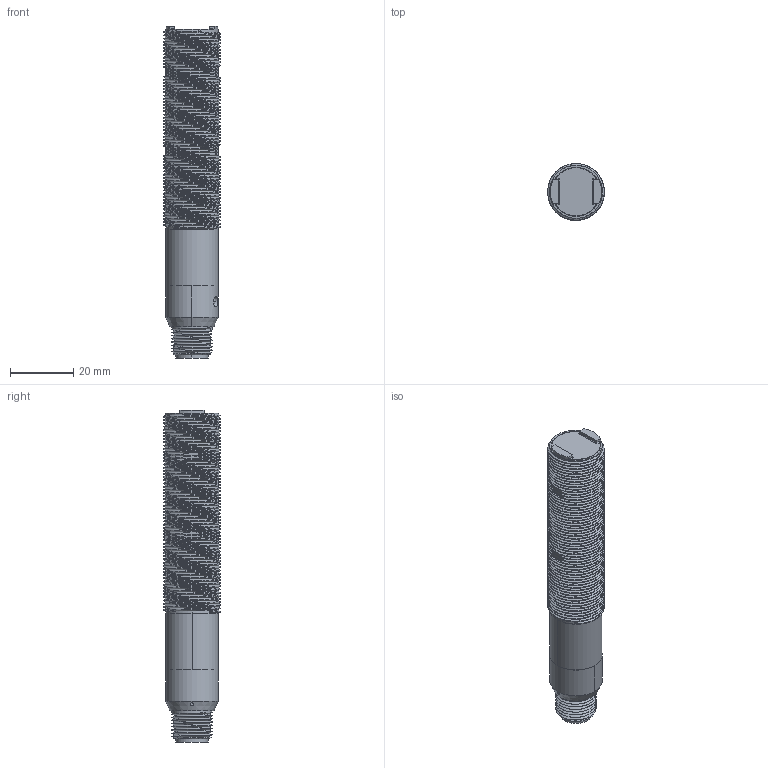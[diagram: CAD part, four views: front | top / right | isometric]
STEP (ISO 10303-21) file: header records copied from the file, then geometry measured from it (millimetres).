
FILE_DESCRIPTION((''),'2;1');
FILE_NAME('155355_SW','2011-02-03T',('banengservice'),('BANNER ENGINEERING'),'PRO/ENGINEER BY PARAMETRIC TECHNOLOGY CORPORATION, 2009141','PRO/ENGINEER BY PARAMETRIC TECHNOLOGY CORPORATION, 2009141','');
FILE_SCHEMA(('CONFIG_CONTROL_DESIGN'));
Products named in the file (1): 155355_SW
Bounding box: 17.88 x 17.88 x 104.94 mm (x, y, z)
Volume: 6850 mm3; surface area: 14179.2 mm2
Topology: 1 solids, 2 shells, 480 faces, 1227 edges, 773 vertices
Faces by surface type: cylinder 229, plane 121, bspline 100, cone 20, revolution 4, sphere 4, torus 2
Entity records: 60134 total; most frequent: CARTESIAN_POINT 49668, ORIENTED_EDGE 2438, DIRECTION 1683, EDGE_CURVE 1219, VERTEX_POINT 773, AXIS2_PLACEMENT_3D 587, EDGE_LOOP 516, B_SPLINE_CURVE_WITH_KNOTS 507
